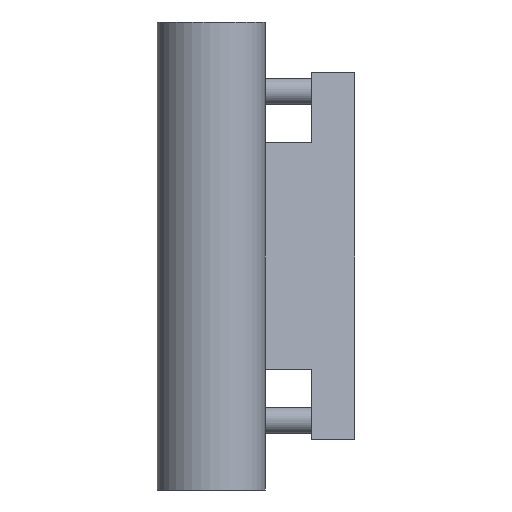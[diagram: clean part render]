
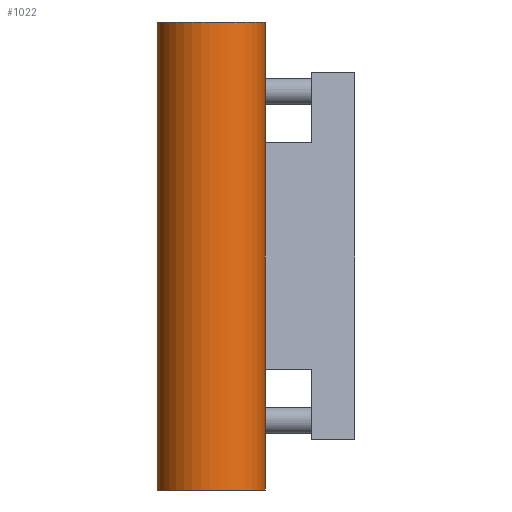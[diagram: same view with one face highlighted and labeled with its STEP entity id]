
A CAD part, left-side view. The second image highlights one B-rep face of the part: STEP entity #1022.
In plain terms, the highlighted cylindrical face has radius 10.738 mm (diameter 21.475 mm), a partial arc.
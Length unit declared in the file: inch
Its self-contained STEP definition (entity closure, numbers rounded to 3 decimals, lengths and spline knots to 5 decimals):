
#126=FACE_OUTER_BOUND('',#190,.T.);
#190=EDGE_LOOP('',(#920,#921,#922,#923,#924,#925,#926,#927));
#220=LINE('',#1506,#324);
#298=LINE('',#1692,#402);
#304=LINE('',#1711,#408);
#305=LINE('',#1712,#409);
#324=VECTOR('',#1220,0.3937);
#402=VECTOR('',#1392,0.3937);
#408=VECTOR('',#1418,0.3937);
#409=VECTOR('',#1419,0.3937);
#433=CIRCLE('',#1091,0.42274);
#434=CIRCLE('',#1093,0.42274);
#435=CIRCLE('',#1095,0.42274);
#436=CIRCLE('',#1097,0.42274);
#470=VERTEX_POINT('',#1503);
#471=VERTEX_POINT('',#1505);
#483=VERTEX_POINT('',#1539);
#485=VERTEX_POINT('',#1545);
#487=VERTEX_POINT('',#1551);
#488=VERTEX_POINT('',#1552);
#490=VERTEX_POINT('',#1559);
#491=VERTEX_POINT('',#1560);
#570=EDGE_CURVE('',#470,#471,#220,.T.);
#588=EDGE_CURVE('',#471,#483,#433,.T.);
#591=EDGE_CURVE('',#485,#470,#434,.T.);
#594=EDGE_CURVE('',#487,#488,#435,.T.);
#598=EDGE_CURVE('',#490,#491,#436,.T.);
#665=EDGE_CURVE('',#490,#487,#298,.T.);
#673=EDGE_CURVE('',#485,#491,#304,.T.);
#674=EDGE_CURVE('',#483,#488,#305,.T.);
#920=ORIENTED_EDGE('',*,*,#673,.T.);
#921=ORIENTED_EDGE('',*,*,#598,.F.);
#922=ORIENTED_EDGE('',*,*,#665,.T.);
#923=ORIENTED_EDGE('',*,*,#594,.T.);
#924=ORIENTED_EDGE('',*,*,#674,.F.);
#925=ORIENTED_EDGE('',*,*,#588,.F.);
#926=ORIENTED_EDGE('',*,*,#570,.F.);
#927=ORIENTED_EDGE('',*,*,#591,.F.);
#969=CYLINDRICAL_SURFACE('',#1135,0.42274);
#1022=ADVANCED_FACE('',(#126),#969,.T.);
#1091=AXIS2_PLACEMENT_3D('',#1540,#1254,#1255);
#1093=AXIS2_PLACEMENT_3D('',#1546,#1260,#1261);
#1095=AXIS2_PLACEMENT_3D('',#1553,#1266,#1267);
#1097=AXIS2_PLACEMENT_3D('',#1561,#1273,#1274);
#1135=AXIS2_PLACEMENT_3D('',#1710,#1416,#1417);
#1220=DIRECTION('',(0.,0.,-1.));
#1254=DIRECTION('center_axis',(0.,0.,-1.));
#1255=DIRECTION('ref_axis',(0.308,-0.951,0.));
#1260=DIRECTION('center_axis',(0.,0.,1.));
#1261=DIRECTION('ref_axis',(0.308,-0.951,0.));
#1266=DIRECTION('center_axis',(0.,0.,-1.));
#1267=DIRECTION('ref_axis',(0.,1.,0.));
#1273=DIRECTION('center_axis',(0.,0.,-1.));
#1274=DIRECTION('ref_axis',(1.,0.,0.));
#1392=DIRECTION('',(0.,0.,1.));
#1416=DIRECTION('center_axis',(0.,0.,1.));
#1417=DIRECTION('ref_axis',(-0.988,-0.156,0.));
#1418=DIRECTION('',(0.,0.,1.));
#1419=DIRECTION('',(0.,0.,1.));
#1503=CARTESIAN_POINT('',(0.13016,-0.4022,0.));
#1505=CARTESIAN_POINT('',(0.13016,-0.4022,-0.9437));
#1506=CARTESIAN_POINT('',(0.13016,-0.4022,0.));
#1539=CARTESIAN_POINT('',(0.,0.42274,-0.9437));
#1540=CARTESIAN_POINT('Origin',(0.,0.,-0.9437));
#1545=CARTESIAN_POINT('',(0.,-0.42274,0.));
#1546=CARTESIAN_POINT('Origin',(0.,0.,0.));
#1551=CARTESIAN_POINT('',(0.13016,-0.4022,2.71535));
#1552=CARTESIAN_POINT('',(0.,0.42274,2.71535));
#1553=CARTESIAN_POINT('Origin',(0.,0.,2.71535));
#1559=CARTESIAN_POINT('',(0.13016,-0.4022,1.77165));
#1560=CARTESIAN_POINT('',(0.,-0.42274,1.77165));
#1561=CARTESIAN_POINT('Origin',(0.,0.,1.77165));
#1692=CARTESIAN_POINT('',(0.13016,-0.4022,1.77165));
#1710=CARTESIAN_POINT('Origin',(0.,0.,0.));
#1711=CARTESIAN_POINT('',(0.,-0.42274,0.));
#1712=CARTESIAN_POINT('',(0.,0.42274,0.));
